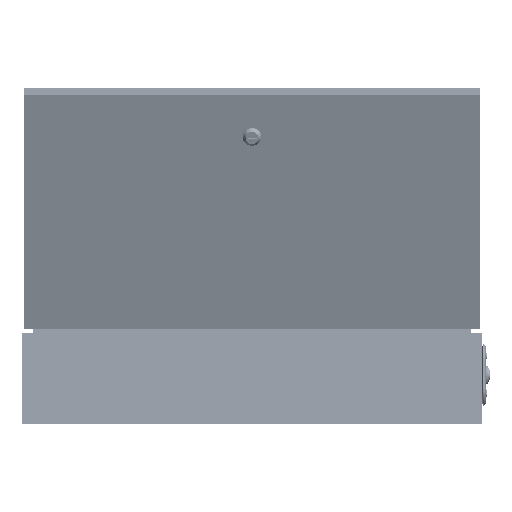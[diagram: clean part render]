
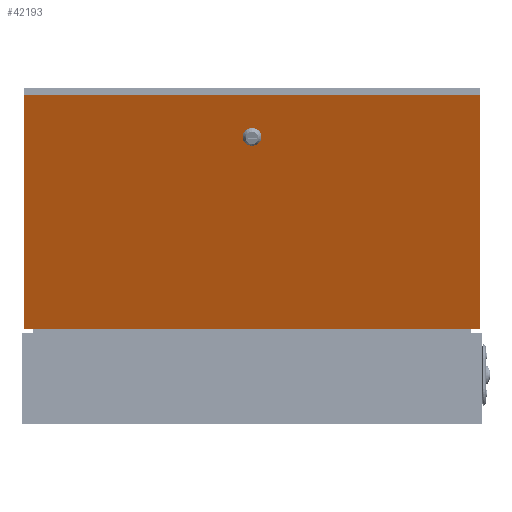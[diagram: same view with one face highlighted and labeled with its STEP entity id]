
A CAD part, left-side view. The second image highlights one B-rep face of the part: STEP entity #42193.
In plain terms, the highlighted face is planar.
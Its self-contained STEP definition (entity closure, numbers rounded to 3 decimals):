
#67 = VERTEX_POINT ( 'NONE', #3420 ) ;
#1519 = DIRECTION ( 'NONE',  ( 0., 1., 0. ) ) ;
#2958 = LINE ( 'NONE', #15514, #29221 ) ;
#3420 = CARTESIAN_POINT ( 'NONE',  ( 153., -280., 0. ) ) ;
#5187 = ORIENTED_EDGE ( 'NONE', *, *, #39018, .F. ) ;
#6122 = CARTESIAN_POINT ( 'NONE',  ( -153., -280., 0. ) ) ;
#6243 = CARTESIAN_POINT ( 'NONE',  ( -153., 280., 0. ) ) ;
#6358 = PLANE ( 'NONE',  #9450 ) ;
#9306 = DIRECTION ( 'NONE',  ( 1., 0., 0. ) ) ;
#9450 = AXIS2_PLACEMENT_3D ( 'NONE', #10784, #41616, #15194 ) ;
#10784 = CARTESIAN_POINT ( 'NONE',  ( 0., 0., 0. ) ) ;
#10805 = VECTOR ( 'NONE', #45127, 1000. ) ;
#13829 = AXIS2_PLACEMENT_3D ( 'NONE', #31341, #31714, #9306 ) ;
#15194 = DIRECTION ( 'NONE',  ( 1., 0., 0. ) ) ;
#15514 = CARTESIAN_POINT ( 'NONE',  ( 153., 280., 0. ) ) ;
#15784 = LINE ( 'NONE', #43208, #17851 ) ;
#16055 = LINE ( 'NONE', #50001, #17457 ) ;
#16089 = CARTESIAN_POINT ( 'NONE',  ( -86.5, 0., 0. ) ) ;
#17457 = VECTOR ( 'NONE', #49826, 1000. ) ;
#17851 = VECTOR ( 'NONE', #47836, 1000. ) ;
#20811 = ORIENTED_EDGE ( 'NONE', *, *, #42697, .T. ) ;
#21026 = ORIENTED_EDGE ( 'NONE', *, *, #56601, .T. ) ;
#21704 = AXIS2_PLACEMENT_3D ( 'NONE', #25381, #34425, #55702 ) ;
#23984 = CARTESIAN_POINT ( 'NONE',  ( -109.5, 0., 0. ) ) ;
#24764 = EDGE_CURVE ( 'NONE', #48794, #30301, #50503, .T. ) ;
#25381 = CARTESIAN_POINT ( 'NONE',  ( -98., 0., 0. ) ) ;
#26250 = VERTEX_POINT ( 'NONE', #6122 ) ;
#27048 = VERTEX_POINT ( 'NONE', #44131 ) ;
#27436 = CARTESIAN_POINT ( 'NONE',  ( -153., 280., 0. ) ) ;
#28603 = EDGE_CURVE ( 'NONE', #27048, #29410, #15784, .T. ) ;
#29221 = VECTOR ( 'NONE', #1519, 1000. ) ;
#29410 = VERTEX_POINT ( 'NONE', #6243 ) ;
#30301 = VERTEX_POINT ( 'NONE', #23984 ) ;
#31341 = CARTESIAN_POINT ( 'NONE',  ( -98., 0., 0. ) ) ;
#31714 = DIRECTION ( 'NONE',  ( 0., 0., 1. ) ) ;
#34425 = DIRECTION ( 'NONE',  ( 0., 0., 1. ) ) ;
#37748 = EDGE_CURVE ( 'NONE', #67, #27048, #2958, .T. ) ;
#39018 = EDGE_CURVE ( 'NONE', #30301, #48794, #52549, .T. ) ;
#41616 = DIRECTION ( 'NONE',  ( 0., 0., 1. ) ) ;
#42193 = ADVANCED_FACE ( 'NONE', ( #51634, #50205 ), #6358, .T. ) ;
#42697 = EDGE_CURVE ( 'NONE', #26250, #67, #16055, .T. ) ;
#43208 = CARTESIAN_POINT ( 'NONE',  ( -153., 280., 0. ) ) ;
#44131 = CARTESIAN_POINT ( 'NONE',  ( 153., 280., 0. ) ) ;
#45127 = DIRECTION ( 'NONE',  ( 0., -1., 0. ) ) ;
#47392 = EDGE_LOOP ( 'NONE', ( #21026, #20811, #51479, #48191 ) ) ;
#47836 = DIRECTION ( 'NONE',  ( -1., 0., 0. ) ) ;
#48191 = ORIENTED_EDGE ( 'NONE', *, *, #28603, .T. ) ;
#48794 = VERTEX_POINT ( 'NONE', #16089 ) ;
#49826 = DIRECTION ( 'NONE',  ( 1., 0., 0. ) ) ;
#50001 = CARTESIAN_POINT ( 'NONE',  ( -153., -280., 0. ) ) ;
#50205 = FACE_OUTER_BOUND ( 'NONE', #47392, .T. ) ;
#50503 = CIRCLE ( 'NONE', #13829, 11.5 ) ;
#51479 = ORIENTED_EDGE ( 'NONE', *, *, #37748, .T. ) ;
#51634 = FACE_BOUND ( 'NONE', #56448, .T. ) ;
#52239 = LINE ( 'NONE', #27436, #10805 ) ;
#52549 = CIRCLE ( 'NONE', #21704, 11.5 ) ;
#55702 = DIRECTION ( 'NONE',  ( 1., 0., 0. ) ) ;
#56448 = EDGE_LOOP ( 'NONE', ( #57100, #5187 ) ) ;
#56601 = EDGE_CURVE ( 'NONE', #29410, #26250, #52239, .T. ) ;
#57100 = ORIENTED_EDGE ( 'NONE', *, *, #24764, .F. ) ;
